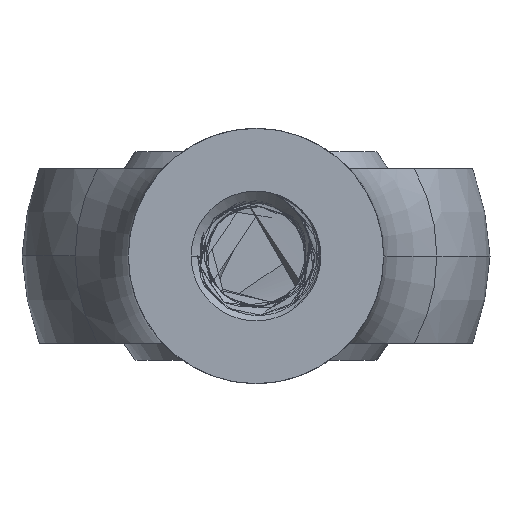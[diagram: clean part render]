
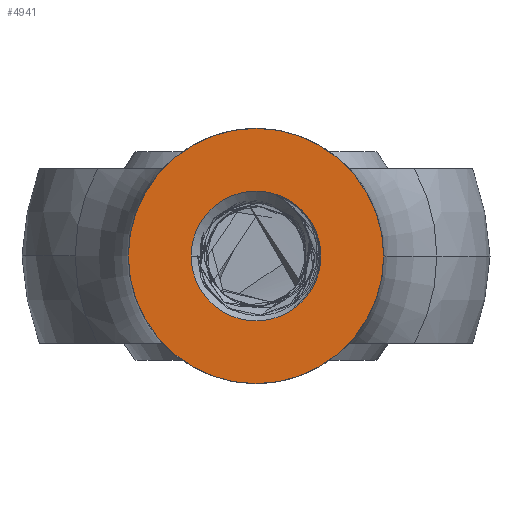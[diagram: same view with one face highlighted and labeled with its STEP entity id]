
A CAD part, front view. The second image highlights one B-rep face of the part: STEP entity #4941.
In plain terms, the highlighted planar face has unit normal (0, -1, 0).
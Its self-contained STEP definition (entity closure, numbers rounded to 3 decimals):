
#38 = DIRECTION ( 'NONE',  ( 0., 1., 0. ) ) ;
#239 = EDGE_CURVE ( 'NONE', #1349, #1032, #694, .T. ) ;
#269 = DIRECTION ( 'NONE',  ( 0., 1., 0. ) ) ;
#623 = AXIS2_PLACEMENT_3D ( 'NONE', #3682, #4054, #2586 ) ;
#635 = DIRECTION ( 'NONE',  ( 0., 1., 0. ) ) ;
#694 = CIRCLE ( 'NONE', #2622, 3. ) ;
#705 = DIRECTION ( 'NONE',  ( -1., 0., 0. ) ) ;
#779 = EDGE_CURVE ( 'NONE', #1414, #3864, #3036, .T. ) ;
#913 = CARTESIAN_POINT ( 'NONE',  ( 3., -10., 0. ) ) ;
#923 = EDGE_CURVE ( 'NONE', #3864, #1414, #3825, .T. ) ;
#966 = DIRECTION ( 'NONE',  ( 1., 0., 0. ) ) ;
#967 = CARTESIAN_POINT ( 'NONE',  ( -1.525, -10., 0. ) ) ;
#1032 = VERTEX_POINT ( 'NONE', #4433 ) ;
#1105 = CARTESIAN_POINT ( 'NONE',  ( 0., -10., 0. ) ) ;
#1349 = VERTEX_POINT ( 'NONE', #4029 ) ;
#1376 = AXIS2_PLACEMENT_3D ( 'NONE', #1105, #38, #3370 ) ;
#1395 = CARTESIAN_POINT ( 'NONE',  ( 0., -10., 0. ) ) ;
#1414 = VERTEX_POINT ( 'NONE', #967 ) ;
#1442 = DIRECTION ( 'NONE',  ( 0., -1., 0. ) ) ;
#1707 = EDGE_LOOP ( 'NONE', ( #4812, #4032 ) ) ;
#2190 = CIRCLE ( 'NONE', #1376, 3. ) ;
#2496 = AXIS2_PLACEMENT_3D ( 'NONE', #913, #635, #2978 ) ;
#2586 = DIRECTION ( 'NONE',  ( 1., 0., 0. ) ) ;
#2622 = AXIS2_PLACEMENT_3D ( 'NONE', #2995, #269, #705 ) ;
#2625 = FACE_OUTER_BOUND ( 'NONE', #3994, .T. ) ;
#2649 = ORIENTED_EDGE ( 'NONE', *, *, #4321, .F. ) ;
#2692 = CARTESIAN_POINT ( 'NONE',  ( 1.525, -10., 0. ) ) ;
#2978 = DIRECTION ( 'NONE',  ( -1., 0., 0. ) ) ;
#2995 = CARTESIAN_POINT ( 'NONE',  ( 0., -10., 0. ) ) ;
#3036 = CIRCLE ( 'NONE', #3905, 1.525 ) ;
#3350 = FACE_BOUND ( 'NONE', #1707, .T. ) ;
#3370 = DIRECTION ( 'NONE',  ( -1., 0., 0. ) ) ;
#3682 = CARTESIAN_POINT ( 'NONE',  ( 0., -10., 0. ) ) ;
#3825 = CIRCLE ( 'NONE', #623, 1.525 ) ;
#3864 = VERTEX_POINT ( 'NONE', #2692 ) ;
#3898 = ORIENTED_EDGE ( 'NONE', *, *, #239, .F. ) ;
#3905 = AXIS2_PLACEMENT_3D ( 'NONE', #1395, #1442, #966 ) ;
#3994 = EDGE_LOOP ( 'NONE', ( #3898, #2649 ) ) ;
#4029 = CARTESIAN_POINT ( 'NONE',  ( -3., -10., 0. ) ) ;
#4032 = ORIENTED_EDGE ( 'NONE', *, *, #779, .F. ) ;
#4054 = DIRECTION ( 'NONE',  ( 0., -1., 0. ) ) ;
#4097 = PLANE ( 'NONE',  #2496 ) ;
#4321 = EDGE_CURVE ( 'NONE', #1032, #1349, #2190, .T. ) ;
#4433 = CARTESIAN_POINT ( 'NONE',  ( 3., -10., 0. ) ) ;
#4812 = ORIENTED_EDGE ( 'NONE', *, *, #923, .F. ) ;
#4941 = ADVANCED_FACE ( 'NONE', ( #3350, #2625 ), #4097, .F. ) ;
